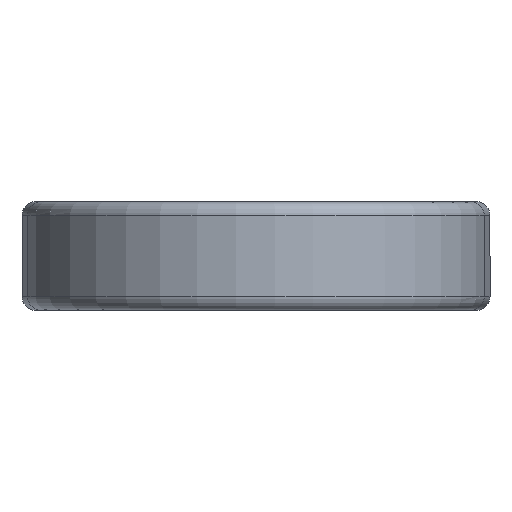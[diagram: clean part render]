
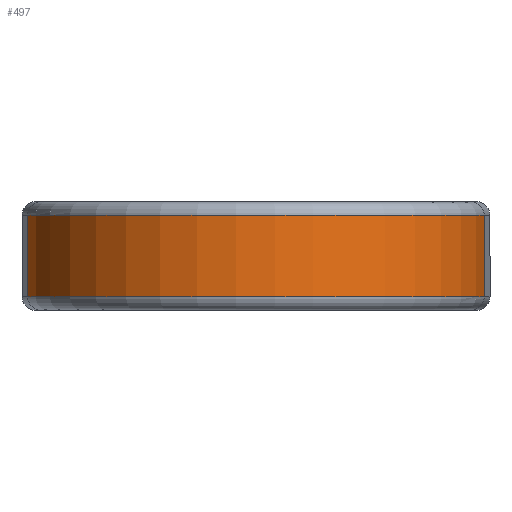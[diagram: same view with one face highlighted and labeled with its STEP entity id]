
A CAD part, front view. The second image highlights one B-rep face of the part: STEP entity #497.
In plain terms, the highlighted cylindrical face has radius 8.471 mm (diameter 16.941 mm), a partial arc.
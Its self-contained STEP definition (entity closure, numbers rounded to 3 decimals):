
#23=LINE('',#1004,#35);
#24=LINE('',#1008,#36);
#35=VECTOR('',#681,10.);
#36=VECTOR('',#686,10.);
#47=CYLINDRICAL_SURFACE('',#567,8.471);
#69=FACE_OUTER_BOUND('',#103,.T.);
#103=EDGE_LOOP('',(#361,#362,#363,#364));
#132=CIRCLE('',#538,8.471);
#151=CIRCLE('',#568,8.471);
#196=VERTEX_POINT('',#818);
#198=VERTEX_POINT('',#835);
#215=VERTEX_POINT('',#1003);
#216=VERTEX_POINT('',#1007);
#243=EDGE_CURVE('',#198,#196,#132,.T.);
#270=EDGE_CURVE('',#215,#196,#23,.T.);
#272=EDGE_CURVE('',#216,#198,#24,.T.);
#273=EDGE_CURVE('',#215,#216,#151,.T.);
#361=ORIENTED_EDGE('',*,*,#243,.F.);
#362=ORIENTED_EDGE('',*,*,#272,.F.);
#363=ORIENTED_EDGE('',*,*,#273,.F.);
#364=ORIENTED_EDGE('',*,*,#270,.T.);
#497=ADVANCED_FACE('',(#69),#47,.T.);
#538=AXIS2_PLACEMENT_3D('',#848,#623,#624);
#567=AXIS2_PLACEMENT_3D('',#1006,#684,#685);
#568=AXIS2_PLACEMENT_3D('',#1009,#687,#688);
#623=DIRECTION('center_axis',(0.,0.,1.));
#624=DIRECTION('ref_axis',(-0.003,-1.,0.));
#681=DIRECTION('',(0.,0.,1.));
#684=DIRECTION('center_axis',(0.,0.,1.));
#685=DIRECTION('ref_axis',(0.992,-0.124,0.));
#686=DIRECTION('',(0.,0.,1.));
#687=DIRECTION('center_axis',(0.,0.,-1.));
#688=DIRECTION('ref_axis',(-0.003,-1.,0.));
#818=CARTESIAN_POINT('',(8.401,-25.078,3.5));
#835=CARTESIAN_POINT('',(-8.415,-25.025,3.5));
#848=CARTESIAN_POINT('Origin',(-0.003,-24.024,3.5));
#1003=CARTESIAN_POINT('',(8.401,-25.078,0.5));
#1004=CARTESIAN_POINT('',(8.401,-25.078,0.3));
#1006=CARTESIAN_POINT('Origin',(-0.003,-24.024,0.3));
#1007=CARTESIAN_POINT('',(-8.415,-25.025,0.5));
#1008=CARTESIAN_POINT('',(-8.415,-25.025,0.3));
#1009=CARTESIAN_POINT('Origin',(-0.003,-24.024,0.5));
